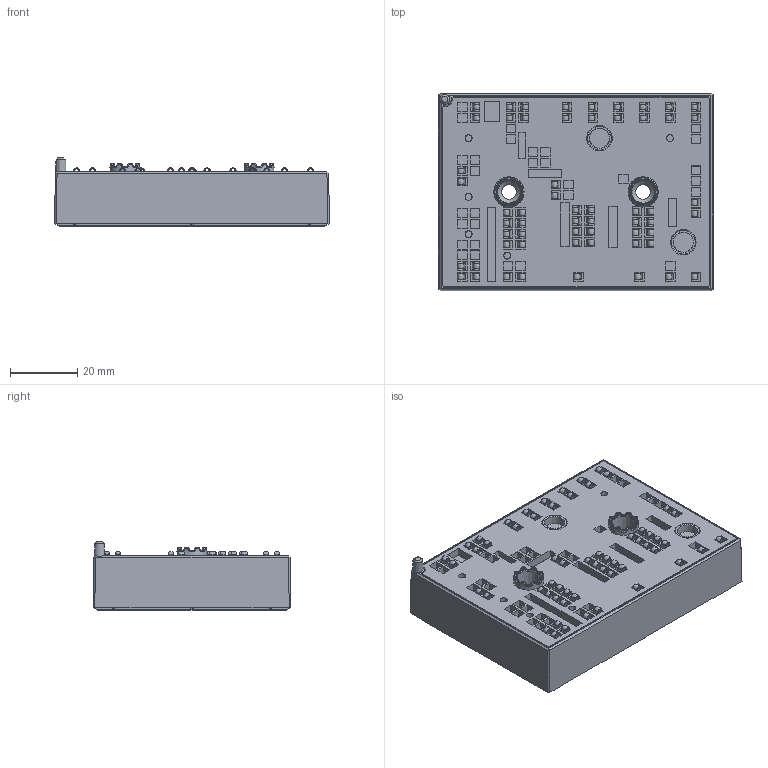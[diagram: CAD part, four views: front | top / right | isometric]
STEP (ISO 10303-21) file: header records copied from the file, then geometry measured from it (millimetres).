
FILE_DESCRIPTION(/* description */ ('Unknown'),/* implementation_level */ '2;1');
FILE_NAME(/* name */ 'MiniSkiiP3-K810(580)-01-OL',/* time_stamp */ '2016-08-10T15:10:54+02:00',/* author */ ('Unknown'),/* organization */ ('Unknown'),/* preprocessor_version */ 'ST-DEVELOPER v16',/* originating_system */ 'DEX',/* authorisation */ $);
FILE_SCHEMA (('AUTOMOTIVE_DESIGN {1 0 10303 214 3 1 1}'));
Products named in the file (1): MiniSkiiP3-K810-01-OL
Bounding box: 81.99 x 58.99 x 20.29 mm (x, y, z)
Volume: 74804.5 mm3; surface area: 20331 mm2
Topology: 1 solids, 4 shells, 2255 faces, 6091 edges, 3554 vertices
Faces by surface type: plane 1333, bspline 640, cylinder 169, torus 96, cone 17
Full cylindrical faces by diameter (mm): 3 x2, 5 x3, 5.5 x2, 6.2 x2, 6.8 x2, 7.5 x2
Entity records: 92743 total; most frequent: CARTESIAN_POINT 28273, ORIENTED_EDGE 11138, DIRECTION 7950, EDGE_CURVE 5569, VERTEX_POINT 3530, LINE 3420, VECTOR 3420, EDGE_LOOP 2467
